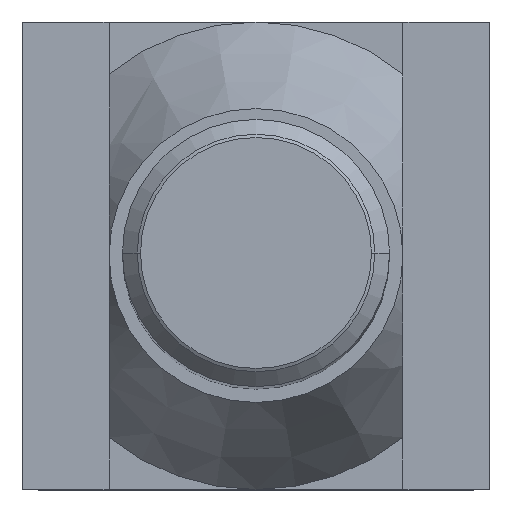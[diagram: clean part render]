
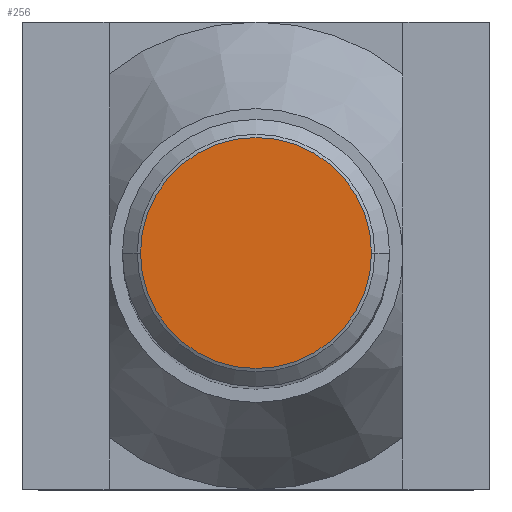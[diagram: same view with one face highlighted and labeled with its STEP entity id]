
A CAD part, top view. The second image highlights one B-rep face of the part: STEP entity #256.
In plain terms, the highlighted planar face has unit normal (0, 0, 1).
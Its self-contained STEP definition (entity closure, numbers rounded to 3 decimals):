
#144=EDGE_CURVE('',#182,#368,#400,.T.);
#182=VERTEX_POINT('',#440);
#204=EDGE_CURVE('',#368,#182,#465,.T.);
#256=ADVANCED_FACE('',(#521),#522,.T.);
#368=VERTEX_POINT('',#647);
#400=CIRCLE('',#673,6.917);
#440=CARTESIAN_POINT('',(-6.917,0.,100.0));
#465=CIRCLE('',#777,6.917);
#521=FACE_OUTER_BOUND('',#872,.T.);
#522=PLANE('',#873);
#647=CARTESIAN_POINT('',(6.917,0.,100.0));
#673=AXIS2_PLACEMENT_3D('',#1071,#1072,#1073);
#777=AXIS2_PLACEMENT_3D('',#1131,#1132,#1133);
#872=EDGE_LOOP('',(#1177,#1178));
#873=AXIS2_PLACEMENT_3D('',#1179,#1180,#1181);
#1071=CARTESIAN_POINT('',(0.,0.,100.0));
#1072=DIRECTION('',(0.0,-0.0,1.0));
#1073=DIRECTION('',(1.0,0.,0.0));
#1131=CARTESIAN_POINT('',(0.,0.,100.0));
#1132=DIRECTION('',(0.0,-0.0,1.0));
#1133=DIRECTION('',(1.0,0.,0.0));
#1177=ORIENTED_EDGE('',*,*,#204,.T.);
#1178=ORIENTED_EDGE('',*,*,#144,.T.);
#1179=CARTESIAN_POINT('',(-3.5,0.,100.0));
#1180=DIRECTION('',(0.0,0.0,1.0));
#1181=DIRECTION('',(-1.0,0.,0.0));
